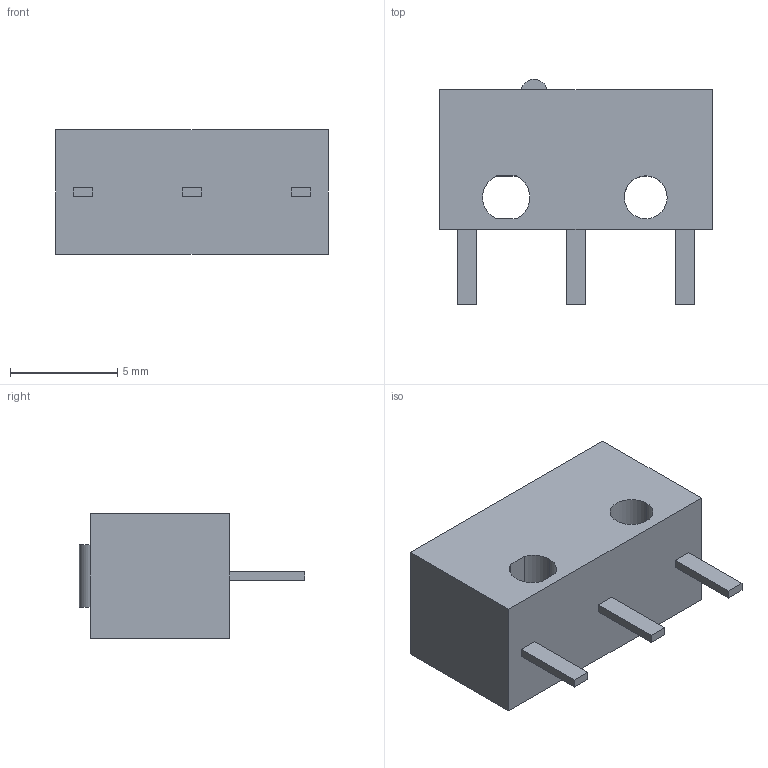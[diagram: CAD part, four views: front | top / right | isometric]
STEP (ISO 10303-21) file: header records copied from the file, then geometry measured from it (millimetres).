
FILE_DESCRIPTION (( 'STEP AP214' ), '1' );
FILE_NAME ('D2F-01F.STEP', '2025-05-05T16:39:36', ( '' ), ( '' ), 'SwSTEP 2.0', 'SolidWorks 2021', '' );
FILE_SCHEMA (( 'AUTOMOTIVE_DESIGN' ));
Length unit declared in the file: millimetre
Products named in the file (1): D2F-01F
Bounding box: 12.7 x 10.5 x 5.8 mm (x, y, z)
Volume: 444.3 mm3; surface area: 489.1 mm2
Topology: 5 solids, 5 shells, 35 faces, 75 edges, 50 vertices
Faces by surface type: plane 29, cylinder 6
Entity records: 1019 total; most frequent: CARTESIAN_POINT 161, DIRECTION 159, ORIENTED_EDGE 150, EDGE_CURVE 75, LINE 63, VECTOR 63, VERTEX_POINT 50, AXIS2_PLACEMENT_3D 48
